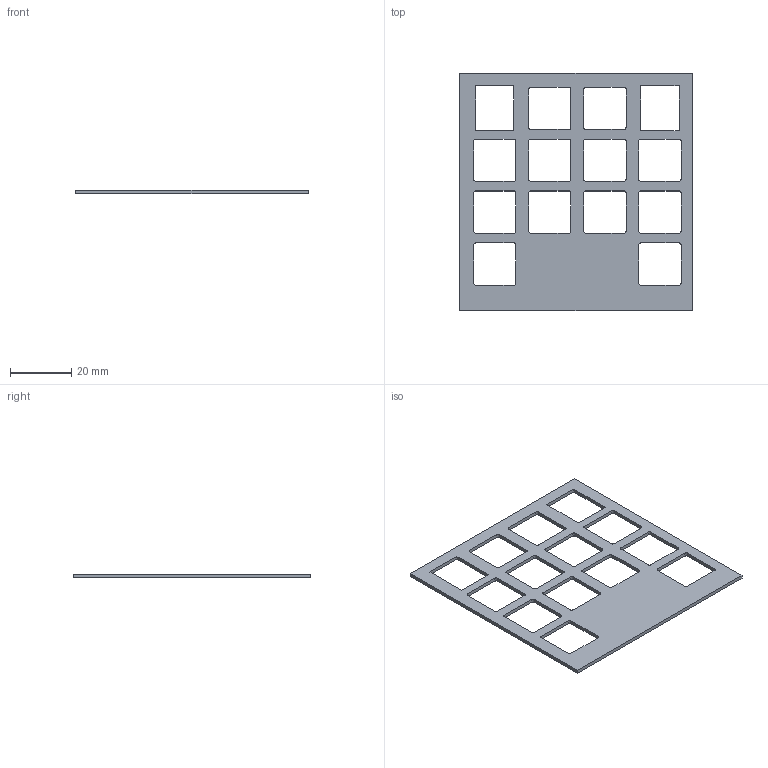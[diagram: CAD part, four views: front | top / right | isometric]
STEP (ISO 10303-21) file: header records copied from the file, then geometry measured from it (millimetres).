
FILE_DESCRIPTION(/* description */ (''),/* implementation_level */ '2;1');
FILE_NAME(/* name */ 'plate.step',/* time_stamp */ '2025-07-20T15:52:08+01:00',/* author */ (''),/* organization */ (''),/* preprocessor_version */ 'ST-DEVELOPER v20.1',/* originating_system */ 'Autodesk Translation Framework v14.10.0.0',/* authorisation */ '');
FILE_SCHEMA (('AUTOMOTIVE_DESIGN { 1 0 10303 214 3 1 1 }'));
Length unit declared in the file: millimetre
Products named in the file (1): Plate
Bounding box: 76.07 x 77.56 x 1.2 mm (x, y, z)
Volume: 3900.6 mm3; surface area: 7780.4 mm2
Topology: 1 solids, 1 shells, 110 faces, 324 edges, 216 vertices
Faces by surface type: plane 62, cylinder 48
Entity records: 3773 total; most frequent: CARTESIAN_POINT 651, ORIENTED_EDGE 648, DIRECTION 642, EDGE_CURVE 324, LINE 228, VECTOR 228, VERTEX_POINT 216, AXIS2_PLACEMENT_3D 207
